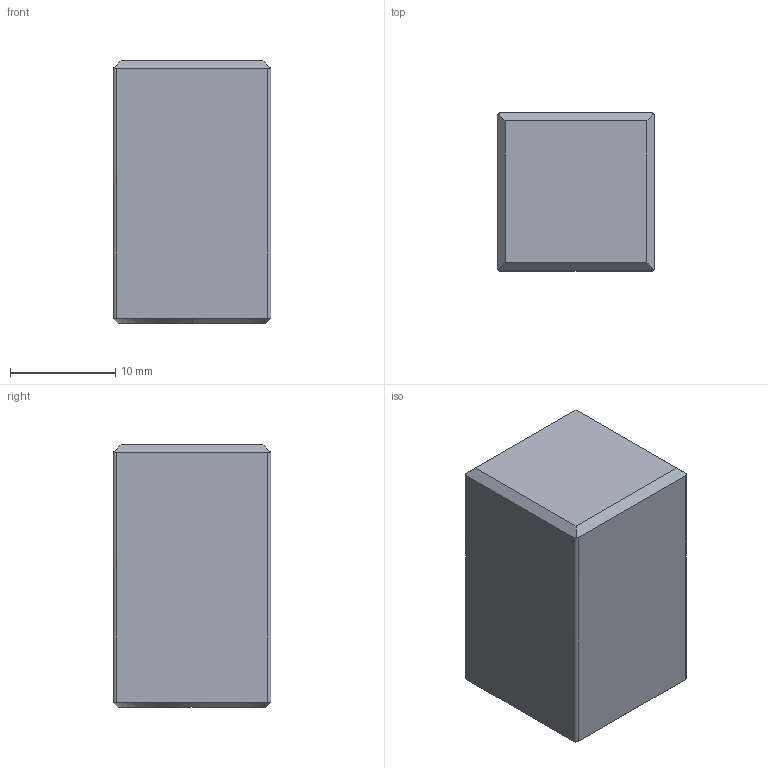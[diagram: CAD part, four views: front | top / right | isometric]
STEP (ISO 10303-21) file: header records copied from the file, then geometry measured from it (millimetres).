
FILE_DESCRIPTION(('Creo Elements/Direct Modeling STEP Export'),'2;1');
FILE_NAME('2277-15.stp','2022-05-04T10:25:00',(''),(''),'Creo Elements/Direct Modeling STEP processor for AP214 (Solid Model)','Creo Elements/Direct Modeling 20.0 12-Nov-2016 (C) Parametric Technology GmbH','');
FILE_SCHEMA(('AUTOMOTIVE_DESIGN { 1 0 10303 214 1 1 1 1 }'));
Length unit declared in the file: millimetre
Products named in the file (1): NI-9720
Bounding box: 15 x 15 x 25 mm (x, y, z)
Volume: 5489.1 mm3; surface area: 1994.6 mm2
Topology: 1 solids, 1 shells, 27 faces, 64 edges, 39 vertices
Faces by surface type: plane 15, cylinder 8, cone 4
Entity records: 733 total; most frequent: ORIENTED_EDGE 124, DIRECTION 118, CARTESIAN_POINT 114, EDGE_CURVE 62, AXIS2_PLACEMENT_3D 43, VERTEX_POINT 39, VECTOR 32, LINE 32
